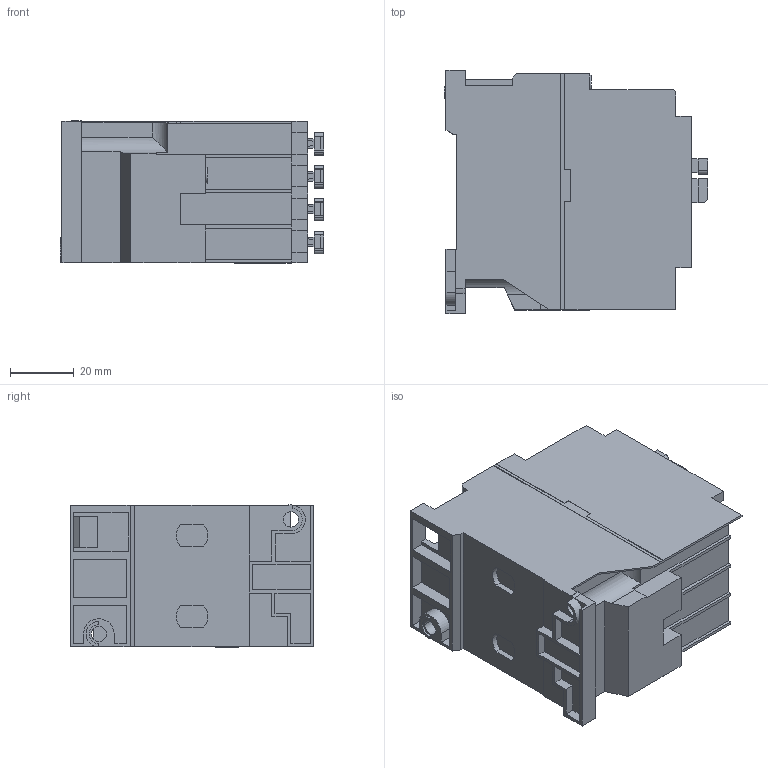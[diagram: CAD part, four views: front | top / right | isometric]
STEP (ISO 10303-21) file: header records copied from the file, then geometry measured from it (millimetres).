
FILE_DESCRIPTION (( 'STEP AP214' ), '1' );
FILE_NAME ('B3TF3010-0AC2.STEP', '2014-05-13T08:31:54', ( '' ), ( '' ), 'SwSTEP 2.0', 'SolidWorks 2013', '' );
FILE_SCHEMA (( 'AUTOMOTIVE_DESIGN' ));
Length unit declared in the file: millimetre
Products named in the file (1): B3TF3010-0AC2
Bounding box: 82.5 x 76.3 x 44.8 mm (x, y, z)
Volume: 208298.3 mm3; surface area: 31419.1 mm2
Topology: 1 solids, 1 shells, 669 faces, 1804 edges, 1197 vertices
Faces by surface type: plane 555, cylinder 64, bspline 50
Entity records: 23197 total; most frequent: CARTESIAN_POINT 6542, ORIENTED_EDGE 3608, DIRECTION 3069, EDGE_CURVE 1804, VECTOR 1573, LINE 1573, VERTEX_POINT 1197, AXIS2_PLACEMENT_3D 748
